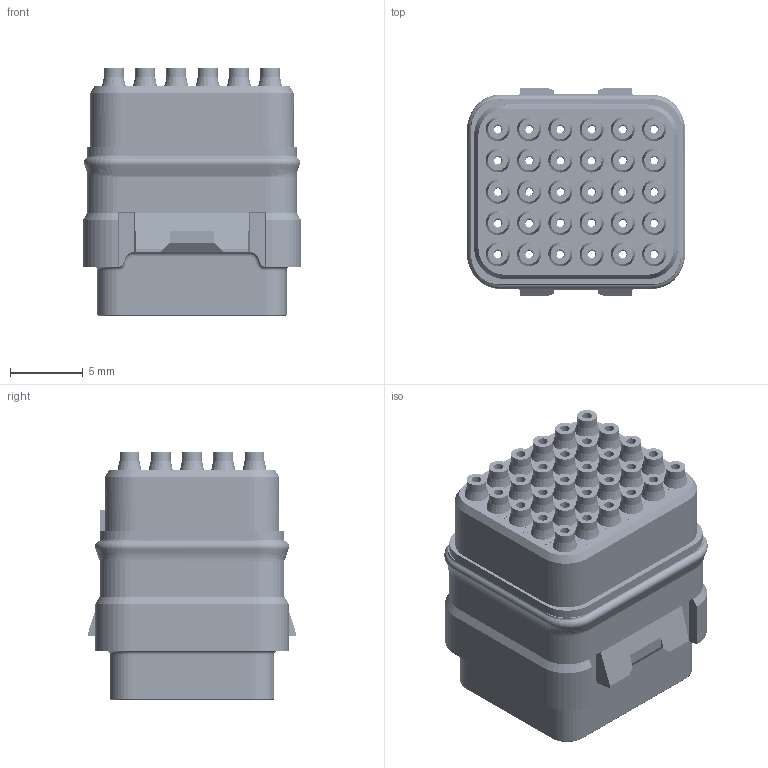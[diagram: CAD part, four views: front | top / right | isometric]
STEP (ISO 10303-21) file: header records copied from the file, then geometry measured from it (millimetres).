
FILE_DESCRIPTION((''),'2;1');
FILE_NAME('SIME3023PN','2019-12-02T',('presta_be4'),(''),'CREO PARAMETRIC BY PTC INC, 2018360','CREO PARAMETRIC BY PTC INC, 2018360','');
FILE_SCHEMA(('CONFIG_CONTROL_DESIGN'));
Products named in the file (1): SIME3023PN
Bounding box: 15 x 14.3 x 17.07 mm (x, y, z)
Volume: 1832.3 mm3; surface area: 4202.6 mm2
Topology: 1 solids, 1 shells, 3410 faces, 7934 edges, 4724 vertices
Faces by surface type: cylinder 902, plane 664, extrusion 558, torus 504, cone 498, bspline 284
Entity records: 103881 total; most frequent: CARTESIAN_POINT 27216, ORIENTED_EDGE 15868, DIRECTION 15794, EDGE_CURVE 7934, AXIS2_PLACEMENT_3D 6047, VERTEX_POINT 4724, EDGE_LOOP 3760, VECTOR 3700
